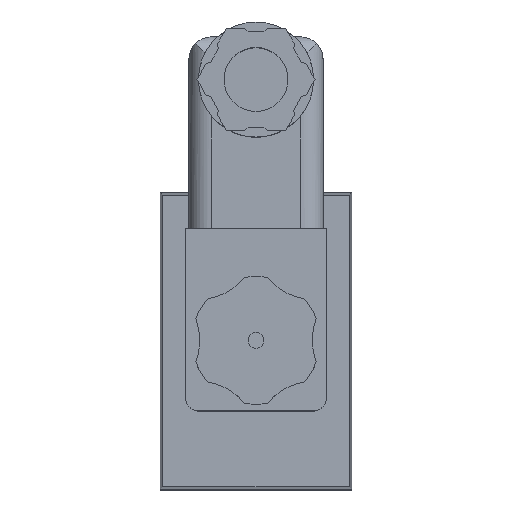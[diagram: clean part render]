
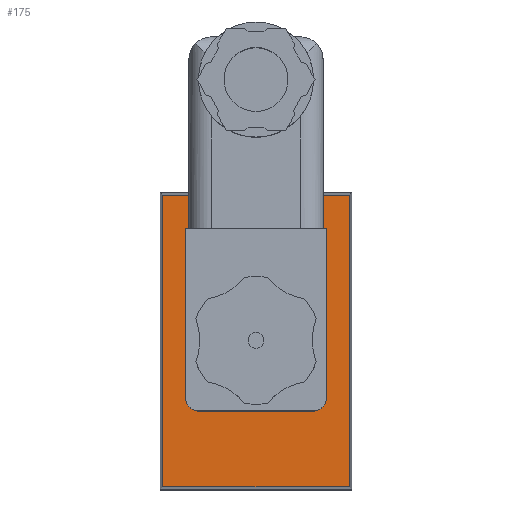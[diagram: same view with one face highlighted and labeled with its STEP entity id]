
A CAD part, top view. The second image highlights one B-rep face of the part: STEP entity #175.
In plain terms, the highlighted planar face has unit normal (0, 0, 1).
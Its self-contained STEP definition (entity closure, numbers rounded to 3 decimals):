
#175 = ADVANCED_FACE( '', ( #581 ), #582, .T. );
#581 = FACE_OUTER_BOUND( '', #1179, .T. );
#582 = PLANE( '', #1180 );
#1179 = EDGE_LOOP( '', ( #2360, #2361, #2362, #2363, #2364, #2365, #2366, #2367, #2368, #2369, #2370, #2371, #2372, #2373 ) );
#1180 = AXIS2_PLACEMENT_3D( '', #2374, #2375, #2376 );
#2360 = ORIENTED_EDGE( '', *, *, #3701, .T. );
#2361 = ORIENTED_EDGE( '', *, *, #3987, .F. );
#2362 = ORIENTED_EDGE( '', *, *, #3988, .F. );
#2363 = ORIENTED_EDGE( '', *, *, #3990, .F. );
#2364 = ORIENTED_EDGE( '', *, *, #3992, .F. );
#2365 = ORIENTED_EDGE( '', *, *, #3994, .F. );
#2366 = ORIENTED_EDGE( '', *, *, #3996, .F. );
#2367 = ORIENTED_EDGE( '', *, *, #3984, .F. );
#2368 = ORIENTED_EDGE( '', *, *, #3692, .F. );
#2369 = ORIENTED_EDGE( '', *, *, #4010, .T. );
#2370 = ORIENTED_EDGE( '', *, *, #4011, .T. );
#2371 = ORIENTED_EDGE( '', *, *, #4012, .T. );
#2372 = ORIENTED_EDGE( '', *, *, #4013, .T. );
#2373 = ORIENTED_EDGE( '', *, *, #4014, .T. );
#2374 = CARTESIAN_POINT( '', ( 0., 0., 18. ) );
#2375 = DIRECTION( '', ( 0., 0., 1. ) );
#2376 = DIRECTION( '', ( 1., 0., 0. ) );
#3692 = EDGE_CURVE( '', #4372, #4374, #4375, .T. );
#3701 = EDGE_CURVE( '', #4379, #4388, #4390, .T. );
#3984 = EDGE_CURVE( '', #4374, #4886, #4887, .T. );
#3987 = EDGE_CURVE( '', #4889, #4388, #4891, .T. );
#3988 = EDGE_CURVE( '', #4892, #4889, #4893, .T. );
#3990 = EDGE_CURVE( '', #4895, #4892, #4896, .T. );
#3992 = EDGE_CURVE( '', #4898, #4895, #4899, .T. );
#3994 = EDGE_CURVE( '', #4901, #4898, #4902, .T. );
#3996 = EDGE_CURVE( '', #4886, #4901, #4904, .T. );
#4010 = EDGE_CURVE( '', #4372, #4927, #4928, .T. );
#4011 = EDGE_CURVE( '', #4927, #4929, #4930, .T. );
#4012 = EDGE_CURVE( '', #4929, #4931, #4932, .T. );
#4013 = EDGE_CURVE( '', #4931, #4933, #4934, .T. );
#4014 = EDGE_CURVE( '', #4933, #4379, #4935, .T. );
#4372 = VERTEX_POINT( '', #5573 );
#4374 = VERTEX_POINT( '', #5576 );
#4375 = LINE( '', #5577, #5578 );
#4379 = VERTEX_POINT( '', #5583 );
#4388 = VERTEX_POINT( '', #5595 );
#4390 = LINE( '', #5597, #5598 );
#4886 = VERTEX_POINT( '', #6374 );
#4887 = LINE( '', #6375, #6376 );
#4889 = VERTEX_POINT( '', #6379 );
#4891 = LINE( '', #6382, #6383 );
#4892 = VERTEX_POINT( '', #6384 );
#4893 = LINE( '', #6385, #6386 );
#4895 = VERTEX_POINT( '', #6389 );
#4896 = CIRCLE( '', #6390, 2. );
#4898 = VERTEX_POINT( '', #6393 );
#4899 = LINE( '', #6394, #6395 );
#4901 = VERTEX_POINT( '', #6398 );
#4902 = CIRCLE( '', #6399, 2. );
#4904 = LINE( '', #6402, #6403 );
#4927 = VERTEX_POINT( '', #6434 );
#4928 = LINE( '', #6435, #6436 );
#4929 = VERTEX_POINT( '', #6437 );
#4930 = LINE( '', #6438, #6439 );
#4931 = VERTEX_POINT( '', #6440 );
#4932 = LINE( '', #6441, #6442 );
#4933 = VERTEX_POINT( '', #6443 );
#4934 = LINE( '', #6444, #6445 );
#4935 = LINE( '', #6446, #6447 );
#5573 = CARTESIAN_POINT( '', ( -7., 22.8, 18. ) );
#5576 = CARTESIAN_POINT( '', ( -7., 17.5, 18. ) );
#5577 = CARTESIAN_POINT( '', ( -7., 47.5, 18. ) );
#5578 = VECTOR( '', #7287, 1000. );
#5583 = CARTESIAN_POINT( '', ( 7., 22.8, 18. ) );
#5595 = CARTESIAN_POINT( '', ( 7., 17.5, 18. ) );
#5597 = CARTESIAN_POINT( '', ( 7., 47.5, 18. ) );
#5598 = VECTOR( '', #7304, 1000. );
#6374 = CARTESIAN_POINT( '', ( -11., 17.5, 18. ) );
#6375 = CARTESIAN_POINT( '', ( 11., 17.5, 18. ) );
#6376 = VECTOR( '', #7885, 1000. );
#6379 = CARTESIAN_POINT( '', ( 11., 17.5, 18. ) );
#6382 = CARTESIAN_POINT( '', ( 11., 17.5, 18. ) );
#6383 = VECTOR( '', #7888, 1000. );
#6384 = CARTESIAN_POINT( '', ( 11., -9., 18. ) );
#6385 = CARTESIAN_POINT( '', ( 11., -9., 18. ) );
#6386 = VECTOR( '', #7889, 1000. );
#6389 = CARTESIAN_POINT( '', ( 9., -11., 18. ) );
#6390 = AXIS2_PLACEMENT_3D( '', #7891, #7892, #7893 );
#6393 = CARTESIAN_POINT( '', ( -9., -11., 18. ) );
#6394 = CARTESIAN_POINT( '', ( -9., -11., 18. ) );
#6395 = VECTOR( '', #7895, 1000. );
#6398 = CARTESIAN_POINT( '', ( -11., -9., 18. ) );
#6399 = AXIS2_PLACEMENT_3D( '', #7897, #7898, #7899 );
#6402 = CARTESIAN_POINT( '', ( -11., 17.5, 18. ) );
#6403 = VECTOR( '', #7901, 1000. );
#6434 = CARTESIAN_POINT( '', ( -14.6, 22.8, 18. ) );
#6435 = CARTESIAN_POINT( '', ( 14.6, 22.8, 18. ) );
#6436 = VECTOR( '', #7925, 1000. );
#6437 = CARTESIAN_POINT( '', ( -14.6, -22.8, 18. ) );
#6438 = CARTESIAN_POINT( '', ( -14.6, 22.8, 18. ) );
#6439 = VECTOR( '', #7926, 1000. );
#6440 = CARTESIAN_POINT( '', ( 14.6, -22.8, 18. ) );
#6441 = CARTESIAN_POINT( '', ( -14.6, -22.8, 18. ) );
#6442 = VECTOR( '', #7927, 1000. );
#6443 = CARTESIAN_POINT( '', ( 14.6, 22.8, 18. ) );
#6444 = CARTESIAN_POINT( '', ( 14.6, -22.8, 18. ) );
#6445 = VECTOR( '', #7928, 1000. );
#6446 = CARTESIAN_POINT( '', ( 14.6, 22.8, 18. ) );
#6447 = VECTOR( '', #7929, 1000. );
#7287 = DIRECTION( '', ( 0., -1., 0. ) );
#7304 = DIRECTION( '', ( 0., -1., 0. ) );
#7885 = DIRECTION( '', ( -1., 0., 0. ) );
#7888 = DIRECTION( '', ( -1., 0., 0. ) );
#7889 = DIRECTION( '', ( 0., 1., 0. ) );
#7891 = CARTESIAN_POINT( '', ( 9., -9., 18. ) );
#7892 = DIRECTION( '', ( 0., 0., 1. ) );
#7893 = DIRECTION( '', ( 1., 0., 0. ) );
#7895 = DIRECTION( '', ( 1., 0., 0. ) );
#7897 = CARTESIAN_POINT( '', ( -9., -9., 18. ) );
#7898 = DIRECTION( '', ( 0., 0., 1. ) );
#7899 = DIRECTION( '', ( 1., 0., 0. ) );
#7901 = DIRECTION( '', ( 0., -1., 0. ) );
#7925 = DIRECTION( '', ( -1., 0., 0. ) );
#7926 = DIRECTION( '', ( 0., -1., 0. ) );
#7927 = DIRECTION( '', ( 1., 0., 0. ) );
#7928 = DIRECTION( '', ( 0., 1., 0. ) );
#7929 = DIRECTION( '', ( -1., 0., 0. ) );
